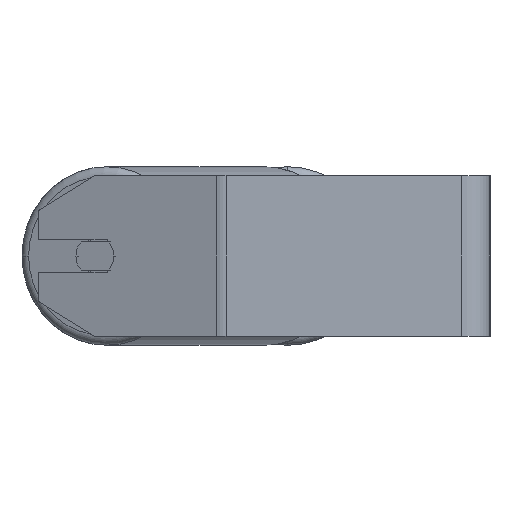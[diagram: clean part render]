
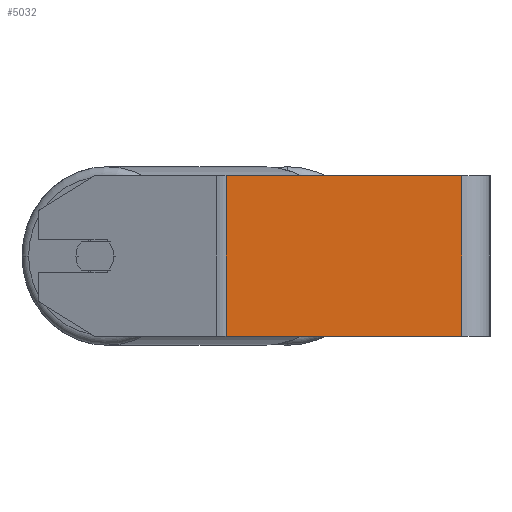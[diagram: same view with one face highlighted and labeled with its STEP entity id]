
A CAD part, left-side view. The second image highlights one B-rep face of the part: STEP entity #5032.
In plain terms, the highlighted planar face has unit normal (-1, 0, 0).
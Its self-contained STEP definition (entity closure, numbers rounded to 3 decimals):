
#199 = AXIS2_PLACEMENT_3D ( 'NONE', #8467, #979, #1110 ) ;
#202 = CARTESIAN_POINT ( 'NONE',  ( -415., 134.033, -40. ) ) ;
#443 = VECTOR ( 'NONE', #8662, 1000. ) ;
#873 = VERTEX_POINT ( 'NONE', #5634 ) ;
#979 = DIRECTION ( 'NONE',  ( 1., 0., 0. ) ) ;
#1110 = DIRECTION ( 'NONE',  ( 0., 0., -1. ) ) ;
#1415 = LINE ( 'NONE', #6254, #2174 ) ;
#2093 = EDGE_CURVE ( 'NONE', #3890, #873, #8749, .T. ) ;
#2174 = VECTOR ( 'NONE', #4867, 1000. ) ;
#2283 = EDGE_CURVE ( 'NONE', #6625, #6140, #7017, .T. ) ;
#2468 = CARTESIAN_POINT ( 'NONE',  ( -415., 131.565, 40. ) ) ;
#2584 = EDGE_CURVE ( 'NONE', #3890, #6625, #3429, .T. ) ;
#2800 = ORIENTED_EDGE ( 'NONE', *, *, #2093, .F. ) ;
#3429 = LINE ( 'NONE', #7444, #5948 ) ;
#3665 = PLANE ( 'NONE',  #199 ) ;
#3890 = VERTEX_POINT ( 'NONE', #2468 ) ;
#3965 = DIRECTION ( 'NONE',  ( 0., 0., -1. ) ) ;
#4119 = EDGE_LOOP ( 'NONE', ( #5738, #8676, #2800, #6195 ) ) ;
#4294 = DIRECTION ( 'NONE',  ( 0., -1., 0. ) ) ;
#4465 = FACE_OUTER_BOUND ( 'NONE', #4119, .T. ) ;
#4867 = DIRECTION ( 'NONE',  ( 0., 0., -1. ) ) ;
#5032 = ADVANCED_FACE ( 'NONE', ( #4465 ), #3665, .F. ) ;
#5366 = CARTESIAN_POINT ( 'NONE',  ( -415., 134.033, 40. ) ) ;
#5451 = CARTESIAN_POINT ( 'NONE',  ( -415., 14., -40. ) ) ;
#5634 = CARTESIAN_POINT ( 'NONE',  ( -415., 14., 40. ) ) ;
#5738 = ORIENTED_EDGE ( 'NONE', *, *, #2283, .T. ) ;
#5948 = VECTOR ( 'NONE', #3965, 1000. ) ;
#6101 = EDGE_CURVE ( 'NONE', #873, #6140, #1415, .T. ) ;
#6140 = VERTEX_POINT ( 'NONE', #5451 ) ;
#6195 = ORIENTED_EDGE ( 'NONE', *, *, #2584, .T. ) ;
#6254 = CARTESIAN_POINT ( 'NONE',  ( -415., 14., 40. ) ) ;
#6549 = CARTESIAN_POINT ( 'NONE',  ( -415., 131.565, -40. ) ) ;
#6625 = VERTEX_POINT ( 'NONE', #6549 ) ;
#7017 = LINE ( 'NONE', #202, #7934 ) ;
#7444 = CARTESIAN_POINT ( 'NONE',  ( -415., 131.565, 40. ) ) ;
#7934 = VECTOR ( 'NONE', #4294, 1000. ) ;
#8467 = CARTESIAN_POINT ( 'NONE',  ( -415., 134.033, 40. ) ) ;
#8662 = DIRECTION ( 'NONE',  ( 0., -1., 0. ) ) ;
#8676 = ORIENTED_EDGE ( 'NONE', *, *, #6101, .F. ) ;
#8749 = LINE ( 'NONE', #5366, #443 ) ;
